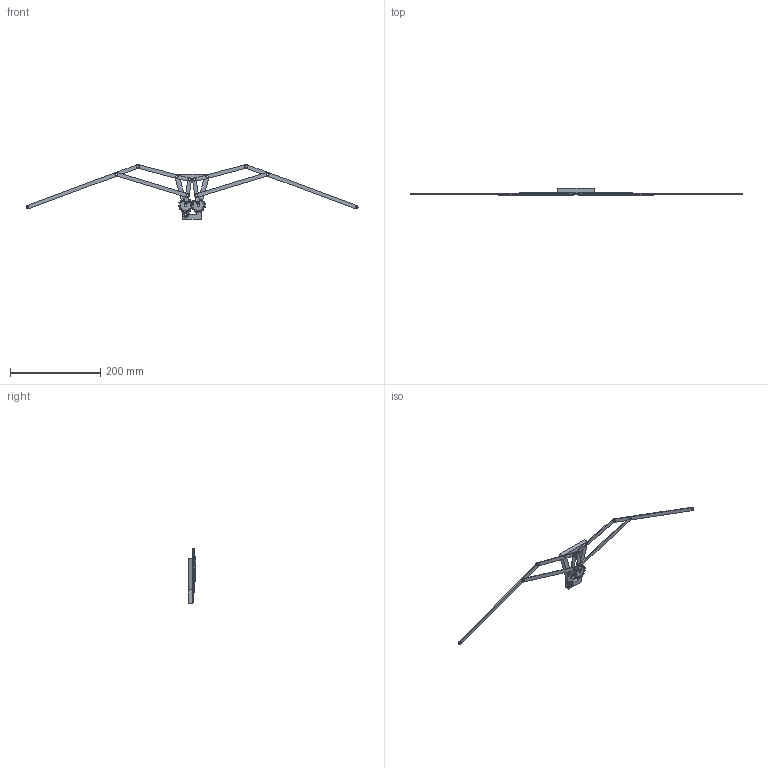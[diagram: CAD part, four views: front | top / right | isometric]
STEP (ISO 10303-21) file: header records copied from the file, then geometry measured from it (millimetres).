
FILE_DESCRIPTION(/* description */ (''),/* implementation_level */ '2;1');
FILE_NAME(/* name */ 'My first CAD file Flying Dragon.step',/* time_stamp */ '2026-02-03T23:25:27+08:00',/* author */ (''),/* organization */ (''),/* preprocessor_version */ 'ST-DEVELOPER v20.1',/* originating_system */ 'Autodesk Translation Framework v14.17.0.0',/* authorisation */ '');
FILE_SCHEMA (('AUTOMOTIVE_DESIGN { 1 0 10303 214 3 1 1 }'));
Length unit declared in the file: millimetre
Products named in the file (15): final 1; base; big gear version3; Spur Gear (14 teeth); big gear version3 (b); Spur Gear (14 teeth)_1; Wing small gear; Spur Gear (15 teeth); Spur Gear (6 teeth); part 5 version2; part 6 version2; part 4 version2; part 5 version2_1; part 6 version2_1; part 7 version2
Assembly tree (16 placements, depth 3):
  final 1
    base
    big gear version3
      Spur Gear (14 teeth)
    big gear version3 (b)
      Spur Gear (14 teeth)_1
    Wing small gear
      Spur Gear (15 teeth)
      Spur Gear (6 teeth)
    part 4 version2  x2
    part 5 version2
    part 6 version2
    part 7 version2  x2
    part 5 version2_1
    part 6 version2_1
Bounding box: 736.51 x 16 x 121.74 mm (x, y, z)
Volume: 48495.9 mm3; surface area: 40019.8 mm2
Topology: 12 solids, 12 shells, 372 faces, 1044 edges, 696 vertices
Faces by surface type: cylinder 184, plane 120, bspline 68
Full cylindrical faces by diameter (mm): 5 x32
Entity records: 31663 total; most frequent: CARTESIAN_POINT 22257, ORIENTED_EDGE 2010, DIRECTION 1855, EDGE_CURVE 1005, VERTEX_POINT 670, AXIS2_PLACEMENT_3D 668, LINE 519, VECTOR 519
